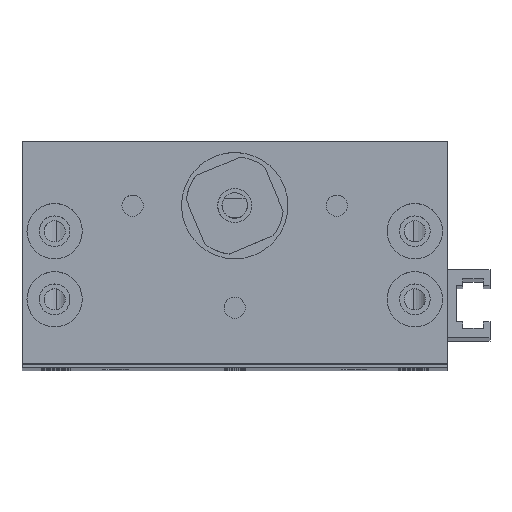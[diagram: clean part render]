
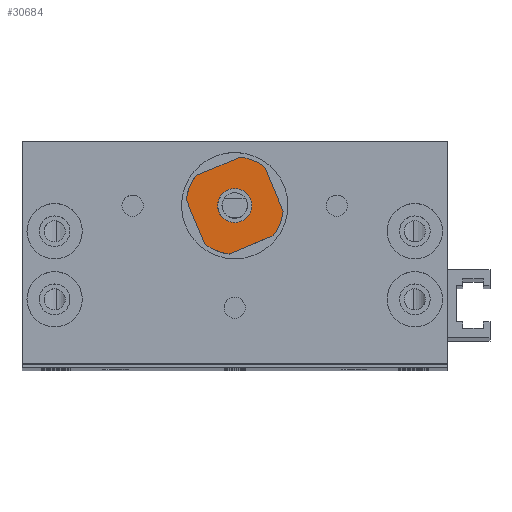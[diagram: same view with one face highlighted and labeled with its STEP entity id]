
A CAD part, top view. The second image highlights one B-rep face of the part: STEP entity #30684.
In plain terms, the highlighted planar face has unit normal (0, 0, 1).
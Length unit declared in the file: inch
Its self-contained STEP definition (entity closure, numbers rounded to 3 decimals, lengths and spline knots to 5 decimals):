
#71 = VECTOR ( 'NONE', #23739, 39.37008 ) ;
#319 = CIRCLE ( 'NONE', #20452, 0.22559 ) ;
#1980 = LINE ( 'NONE', #8275, #34108 ) ;
#2027 = DIRECTION ( 'NONE',  ( 0., 0., 1. ) ) ;
#2254 = CARTESIAN_POINT ( 'NONE',  ( 0., 0.74803, 4.99803 ) ) ;
#2906 = DIRECTION ( 'NONE',  ( 0., 0., 1. ) ) ;
#3146 = AXIS2_PLACEMENT_3D ( 'NONE', #7870, #2027, #17666 ) ;
#3165 = AXIS2_PLACEMENT_3D ( 'NONE', #25816, #15192, #31902 ) ;
#3263 = VERTEX_POINT ( 'NONE', #4925 ) ;
#3501 = ORIENTED_EDGE ( 'NONE', *, *, #23730, .F. ) ;
#3880 = CARTESIAN_POINT ( 'NONE',  ( 0., 0.74803, 4.99803 ) ) ;
#3900 = VERTEX_POINT ( 'NONE', #13343 ) ;
#4323 = CARTESIAN_POINT ( 'NONE',  ( -0.22404, 0.77441, 4.99803 ) ) ;
#4925 = CARTESIAN_POINT ( 'NONE',  ( -0.02638, 0.52399, 4.99803 ) ) ;
#5101 = CARTESIAN_POINT ( 'NONE',  ( -0.17719, 0.88766, 4.99803 ) ) ;
#5928 = DIRECTION ( 'NONE',  ( -1., 0., 0. ) ) ;
#6309 = VERTEX_POINT ( 'NONE', #32671 ) ;
#6753 = CARTESIAN_POINT ( 'NONE',  ( -0.07874, 0.74803, 4.99803 ) ) ;
#6777 = VERTEX_POINT ( 'NONE', #40208 ) ;
#6890 = CARTESIAN_POINT ( 'NONE',  ( 0.10643, 1.00527, 4.99803 ) ) ;
#7861 = ORIENTED_EDGE ( 'NONE', *, *, #27810, .F. ) ;
#7870 = CARTESIAN_POINT ( 'NONE',  ( 0., 0.74803, 4.99803 ) ) ;
#8275 = CARTESIAN_POINT ( 'NONE',  ( 0.25724, 0.6416, 4.99803 ) ) ;
#9263 = VERTEX_POINT ( 'NONE', #30119 ) ;
#10005 = DIRECTION ( 'NONE',  ( 0., 0., -1. ) ) ;
#10758 = CIRCLE ( 'NONE', #32238, 0.22559 ) ;
#10962 = CARTESIAN_POINT ( 'NONE',  ( 0.25724, 0.6416, 4.99803 ) ) ;
#11097 = ORIENTED_EDGE ( 'NONE', *, *, #12658, .F. ) ;
#11254 = EDGE_CURVE ( 'NONE', #34387, #18547, #33259, .T. ) ;
#11370 = DIRECTION ( 'NONE',  ( -1., 0., 0. ) ) ;
#11597 = FACE_OUTER_BOUND ( 'NONE', #36932, .T. ) ;
#12658 = EDGE_CURVE ( 'NONE', #36844, #30388, #27197, .T. ) ;
#12847 = CIRCLE ( 'NONE', #3146, 0.07874 ) ;
#13343 = CARTESIAN_POINT ( 'NONE',  ( 0.17719, 0.6084, 4.99803 ) ) ;
#14304 = DIRECTION ( 'NONE',  ( 0., 0., -1. ) ) ;
#15192 = DIRECTION ( 'NONE',  ( 0., 0., -1. ) ) ;
#16448 = EDGE_CURVE ( 'NONE', #3900, #3263, #27474, .T. ) ;
#17007 = CARTESIAN_POINT ( 'NONE',  ( -0.10643, 0.49079, 4.99803 ) ) ;
#17666 = DIRECTION ( 'NONE',  ( -1., 0., 0. ) ) ;
#17721 = CIRCLE ( 'NONE', #3165, 0.22559 ) ;
#18547 = VERTEX_POINT ( 'NONE', #22773 ) ;
#18646 = AXIS2_PLACEMENT_3D ( 'NONE', #2254, #38739, #11370 ) ;
#18780 = ORIENTED_EDGE ( 'NONE', *, *, #16448, .F. ) ;
#18825 = ORIENTED_EDGE ( 'NONE', *, *, #31172, .F. ) ;
#20452 = AXIS2_PLACEMENT_3D ( 'NONE', #42168, #10005, #26504 ) ;
#20838 = EDGE_CURVE ( 'NONE', #6777, #9263, #1980, .T. ) ;
#21198 = CARTESIAN_POINT ( 'NONE',  ( -0.13963, 0.57085, 4.99803 ) ) ;
#21671 = EDGE_CURVE ( 'NONE', #9263, #3900, #25145, .T. ) ;
#22450 = DIRECTION ( 'NONE',  ( 1., 0., 0. ) ) ;
#22773 = CARTESIAN_POINT ( 'NONE',  ( 0.07874, 0.74803, 4.99803 ) ) ;
#23647 = DIRECTION ( 'NONE',  ( 1., 0., 0. ) ) ;
#23730 = EDGE_CURVE ( 'NONE', #18547, #34387, #12847, .T. ) ;
#23739 = DIRECTION ( 'NONE',  ( -0.383, 0.924, 0. ) ) ;
#24227 = DIRECTION ( 'NONE',  ( -0.924, -0.383, 0. ) ) ;
#24566 = DIRECTION ( 'NONE',  ( 0.383, -0.924, 0. ) ) ;
#25145 = CIRCLE ( 'NONE', #26538, 0.22559 ) ;
#25816 = CARTESIAN_POINT ( 'NONE',  ( 0., 0.74803, 4.99803 ) ) ;
#26137 = CARTESIAN_POINT ( 'NONE',  ( 0., 0.74803, 4.99803 ) ) ;
#26504 = DIRECTION ( 'NONE',  ( 1., 0., 0. ) ) ;
#26538 = AXIS2_PLACEMENT_3D ( 'NONE', #3880, #14304, #23647 ) ;
#27197 = LINE ( 'NONE', #17007, #71 ) ;
#27328 = ORIENTED_EDGE ( 'NONE', *, *, #28842, .F. ) ;
#27474 = LINE ( 'NONE', #10962, #29678 ) ;
#27810 = EDGE_CURVE ( 'NONE', #6309, #6777, #17721, .T. ) ;
#28319 = FACE_BOUND ( 'NONE', #39516, .T. ) ;
#28842 = EDGE_CURVE ( 'NONE', #41980, #6309, #36433, .T. ) ;
#28978 = DIRECTION ( 'NONE',  ( 0., 0., -1. ) ) ;
#29678 = VECTOR ( 'NONE', #24227, 39.37008 ) ;
#30119 = CARTESIAN_POINT ( 'NONE',  ( 0.22404, 0.72165, 4.99803 ) ) ;
#30388 = VERTEX_POINT ( 'NONE', #4323 ) ;
#30684 = ADVANCED_FACE ( 'NONE', ( #11597, #28319 ), #38089, .F. ) ;
#30695 = ORIENTED_EDGE ( 'NONE', *, *, #11254, .F. ) ;
#31172 = EDGE_CURVE ( 'NONE', #30388, #41980, #319, .T. ) ;
#31902 = DIRECTION ( 'NONE',  ( 1., 0., 0. ) ) ;
#32238 = AXIS2_PLACEMENT_3D ( 'NONE', #41353, #28978, #22450 ) ;
#32378 = VECTOR ( 'NONE', #39678, 39.37008 ) ;
#32671 = CARTESIAN_POINT ( 'NONE',  ( 0.02638, 0.97207, 4.99803 ) ) ;
#32737 = EDGE_CURVE ( 'NONE', #3263, #36844, #10758, .T. ) ;
#33259 = CIRCLE ( 'NONE', #38786, 0.07874 ) ;
#34108 = VECTOR ( 'NONE', #24566, 39.37008 ) ;
#34387 = VERTEX_POINT ( 'NONE', #6753 ) ;
#34854 = ORIENTED_EDGE ( 'NONE', *, *, #32737, .F. ) ;
#36069 = ORIENTED_EDGE ( 'NONE', *, *, #20838, .F. ) ;
#36433 = LINE ( 'NONE', #6890, #32378 ) ;
#36844 = VERTEX_POINT ( 'NONE', #21198 ) ;
#36932 = EDGE_LOOP ( 'NONE', ( #7861, #27328, #18825, #11097, #34854, #18780, #39506, #36069 ) ) ;
#38089 = PLANE ( 'NONE',  #18646 ) ;
#38739 = DIRECTION ( 'NONE',  ( 0., 0., -1. ) ) ;
#38786 = AXIS2_PLACEMENT_3D ( 'NONE', #26137, #2906, #5928 ) ;
#39506 = ORIENTED_EDGE ( 'NONE', *, *, #21671, .F. ) ;
#39516 = EDGE_LOOP ( 'NONE', ( #30695, #3501 ) ) ;
#39678 = DIRECTION ( 'NONE',  ( 0.924, 0.383, 0. ) ) ;
#40208 = CARTESIAN_POINT ( 'NONE',  ( 0.13963, 0.92522, 4.99803 ) ) ;
#41353 = CARTESIAN_POINT ( 'NONE',  ( 0., 0.74803, 4.99803 ) ) ;
#41980 = VERTEX_POINT ( 'NONE', #5101 ) ;
#42168 = CARTESIAN_POINT ( 'NONE',  ( 0., 0.74803, 4.99803 ) ) ;
